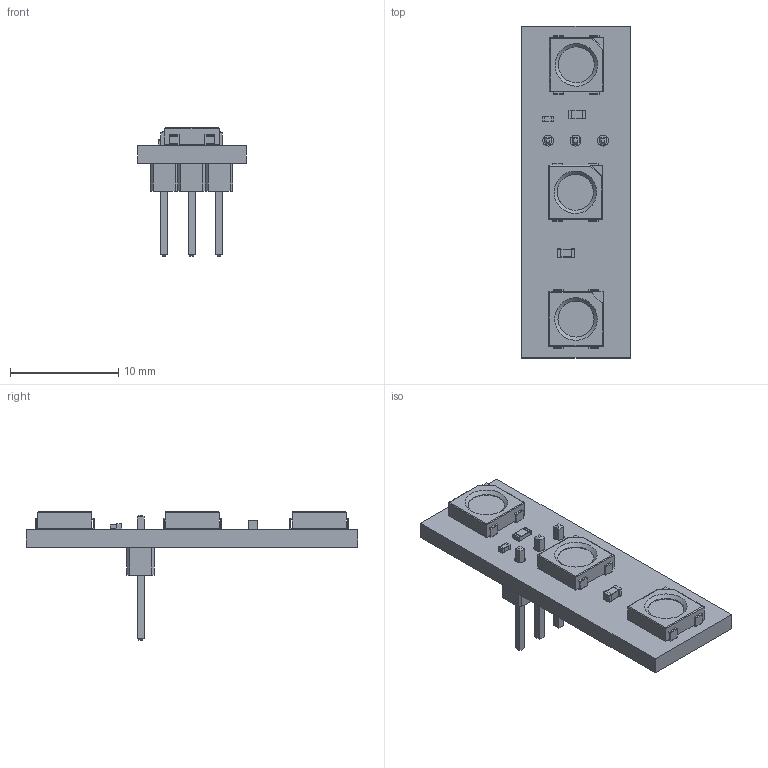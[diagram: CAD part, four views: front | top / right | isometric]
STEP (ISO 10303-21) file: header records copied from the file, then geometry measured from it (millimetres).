
FILE_DESCRIPTION(('KiCad electronic assembly'),'2;1');
FILE_NAME('slider.step','2022-05-08T18:46:24',('Pcbnew'),('Kicad'), 'Open CASCADE STEP processor 7.6','KiCad to STEP converter','Unknown' );
FILE_SCHEMA(('AUTOMOTIVE_DESIGN { 1 0 10303 214 1 1 1 1 }'));
Length unit declared in the file: millimetre
Products named in the file (12): slider 1; LED_WS2812B_PLCC4_5.0x5.0mm_P3.2mm; SOLID; C_0603_1608Metric; R_0603_1608Metric; C_0402_1005Metric; PinHeader_1x03_P2.54mm_Vertical; slider PCB
Assembly tree (13 placements, depth 3):
  slider 1
    LED_WS2812B_PLCC4_5.0x5.0mm_P3.2mm  x3
      SOLID
    C_0603_1608Metric
      SOLID
    R_0603_1608Metric
      SOLID
    C_0402_1005Metric
      SOLID
    PinHeader_1x03_P2.54mm_Vertical
      SOLID
    slider PCB
Bounding box: 10 x 30.7 x 11.84 mm (x, y, z)
Volume: 650.8 mm3; surface area: 1199.5 mm2
Topology: 8 solids, 8 shells, 371 faces, 1016 edges, 662 vertices
Faces by surface type: bspline 362, plane 6, cylinder 3
Full cylindrical faces by diameter (mm): 1 x3
Entity records: 15408 total; most frequent: CARTESIAN_POINT 5530, B_SPLINE_CURVE_WITH_KNOTS 1577, ORIENTED_EDGE 1228, PCURVE 1228, DEFINITIONAL_REPRESENTATION 1228, EDGE_CURVE 614, SURFACE_CURVE 609, VERTEX_POINT 398
